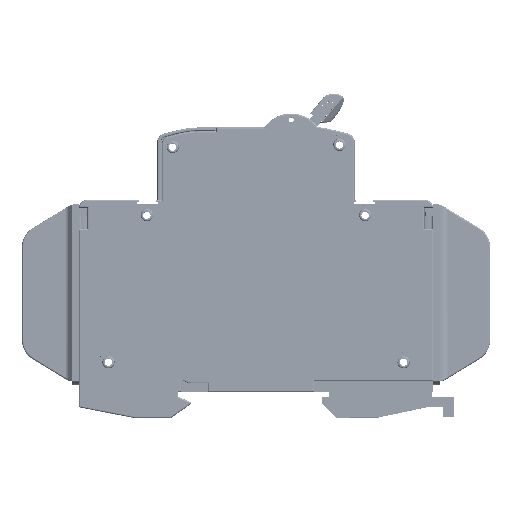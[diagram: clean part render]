
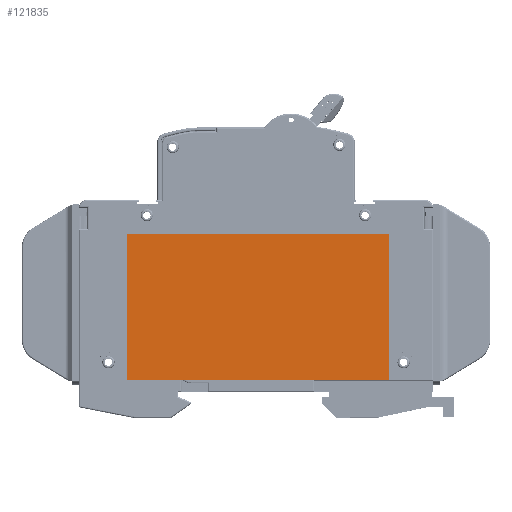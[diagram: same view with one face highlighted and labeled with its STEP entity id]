
A CAD part, top view. The second image highlights one B-rep face of the part: STEP entity #121835.
In plain terms, the highlighted planar face has unit normal (0, 0, 1).
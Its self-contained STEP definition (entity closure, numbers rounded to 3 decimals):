
#8651=FACE_OUTER_BOUND('',#15403,.T.);
#15403=EDGE_LOOP('',(#96232,#96233,#96234,#96235));
#29364=LINE('',#219741,#41602);
#29367=LINE('',#219747,#41605);
#29370=LINE('',#219752,#41608);
#29374=LINE('',#219757,#41612);
#41602=VECTOR('',#156564,10.);
#41605=VECTOR('',#156569,10.);
#41608=VECTOR('',#156574,10.);
#41612=VECTOR('',#156580,10.);
#52769=VERTEX_POINT('',#219738);
#52770=VERTEX_POINT('',#219740);
#52772=VERTEX_POINT('',#219746);
#52773=VERTEX_POINT('',#219751);
#67719=EDGE_CURVE('',#52770,#52769,#29364,.T.);
#67722=EDGE_CURVE('',#52772,#52770,#29367,.T.);
#67725=EDGE_CURVE('',#52773,#52772,#29370,.T.);
#67729=EDGE_CURVE('',#52769,#52773,#29374,.T.);
#96232=ORIENTED_EDGE('',*,*,#67729,.T.);
#96233=ORIENTED_EDGE('',*,*,#67725,.T.);
#96234=ORIENTED_EDGE('',*,*,#67722,.T.);
#96235=ORIENTED_EDGE('',*,*,#67719,.T.);
#109571=PLANE('',#130988);
#121835=ADVANCED_FACE('',(#8651),#109571,.T.);
#130988=AXIS2_PLACEMENT_3D('',#219758,#156581,#156582);
#156564=DIRECTION('',(0.,-1.,0.));
#156569=DIRECTION('',(-1.,0.,0.));
#156574=DIRECTION('',(0.,1.,0.));
#156580=DIRECTION('',(1.,0.,0.));
#156581=DIRECTION('center_axis',(0.,0.,1.));
#156582=DIRECTION('ref_axis',(1.,0.,0.));
#219738=CARTESIAN_POINT('',(-29.55,-16.25,21.801));
#219740=CARTESIAN_POINT('',(-29.55,17.25,21.801));
#219741=CARTESIAN_POINT('',(-29.55,17.25,21.801));
#219746=CARTESIAN_POINT('',(30.45,17.25,21.801));
#219747=CARTESIAN_POINT('',(30.45,17.25,21.801));
#219751=CARTESIAN_POINT('',(30.45,-16.25,21.801));
#219752=CARTESIAN_POINT('',(30.45,-16.25,21.801));
#219757=CARTESIAN_POINT('',(-29.55,-16.25,21.801));
#219758=CARTESIAN_POINT('Origin',(0.45,0.5,21.801));
